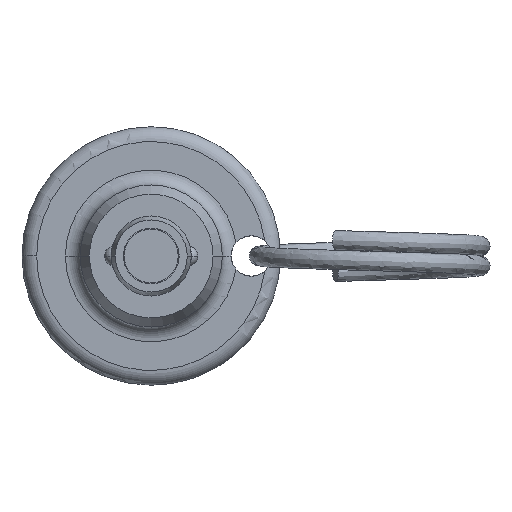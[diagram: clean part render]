
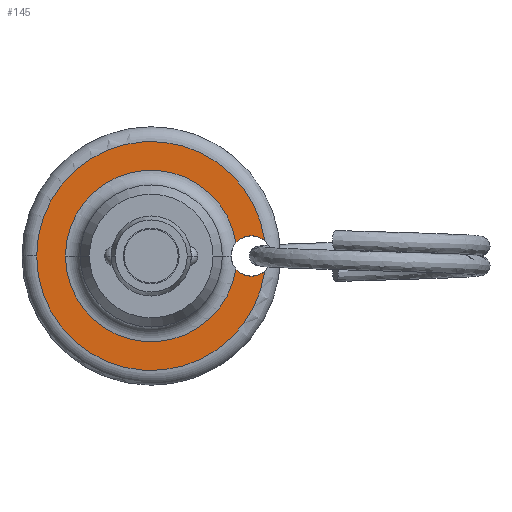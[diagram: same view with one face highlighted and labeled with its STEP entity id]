
A CAD part, left-side view. The second image highlights one B-rep face of the part: STEP entity #145.
In plain terms, the highlighted planar face has unit normal (-1, 0, 0).
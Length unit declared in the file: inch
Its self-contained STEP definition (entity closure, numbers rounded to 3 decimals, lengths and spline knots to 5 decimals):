
#145 = ADVANCED_FACE ( 'NONE', ( #763 ), #762, .T. ) ;
#146 = ORIENTED_EDGE ( 'NONE', *, *, #147, .F. ) ;
#147 = EDGE_CURVE ( 'NONE', #1890, #148, #756, .T. ) ;
#148 = VERTEX_POINT ( 'NONE', #752 ) ;
#149 = ORIENTED_EDGE ( 'NONE', *, *, #1901, .T. ) ;
#150 = ORIENTED_EDGE ( 'NONE', *, *, #151, .T. ) ;
#151 = EDGE_CURVE ( 'NONE', #1911, #1997, #750, .T. ) ;
#152 = ORIENTED_EDGE ( 'NONE', *, *, #1847, .F. ) ;
#153 = ORIENTED_EDGE ( 'NONE', *, *, #1905, .T. ) ;
#154 = ORIENTED_EDGE ( 'NONE', *, *, #207, .T. ) ;
#166 = EDGE_LOOP ( 'NONE', ( #146, #149, #150, #152, #153, #154 ) ) ;
#207 = EDGE_CURVE ( 'NONE', #1900, #148, #870, .T. ) ;
#746 = DIRECTION ( 'NONE',  ( 0., -1., 0. ) ) ;
#747 = DIRECTION ( 'NONE',  ( -1., 0., 0. ) ) ;
#748 = CARTESIAN_POINT ( 'NONE',  ( 0.6175, 0., 0. ) ) ;
#749 = AXIS2_PLACEMENT_3D ( 'NONE', #748, #747, #746 ) ;
#750 = CIRCLE ( 'NONE', #749, 0.35444 ) ;
#752 = CARTESIAN_POINT ( 'NONE',  ( 0.6175, -0.26244, 0.04055 ) ) ;
#753 = DIRECTION ( 'NONE',  ( 0., -1., 0. ) ) ;
#754 = DIRECTION ( 'NONE',  ( -1., 0., 0. ) ) ;
#755 = AXIS2_PLACEMENT_3D ( 'NONE', #760, #754, #753 ) ;
#756 = CIRCLE ( 'NONE', #755, 0.0625 ) ;
#757 = DIRECTION ( 'NONE',  ( 0., -1., 0. ) ) ;
#758 = DIRECTION ( 'NONE',  ( -1., 0., 0. ) ) ;
#759 = CARTESIAN_POINT ( 'NONE',  ( 0.6175, 0.22, 0. ) ) ;
#760 = CARTESIAN_POINT ( 'NONE',  ( 0.6175, -0.31, 0. ) ) ;
#761 = AXIS2_PLACEMENT_3D ( 'NONE', #759, #758, #757 ) ;
#762 = PLANE ( 'NONE',  #761 ) ;
#763 = FACE_OUTER_BOUND ( 'NONE', #166, .T. ) ;
#861 = DIRECTION ( 'NONE',  ( 0., -1., 0. ) ) ;
#862 = DIRECTION ( 'NONE',  ( 1., 0., 0. ) ) ;
#863 = CARTESIAN_POINT ( 'NONE',  ( 0.6175, 0., 0. ) ) ;
#864 = AXIS2_PLACEMENT_3D ( 'NONE', #863, #862, #861 ) ;
#870 = CIRCLE ( 'NONE', #864, 0.26556 ) ;
#1115 = DIRECTION ( 'NONE',  ( 0., -1., 0. ) ) ;
#1116 = DIRECTION ( 'NONE',  ( -1., 0., 0. ) ) ;
#1117 = CARTESIAN_POINT ( 'NONE',  ( 0.6175, -0.31, 0. ) ) ;
#1118 = AXIS2_PLACEMENT_3D ( 'NONE', #1117, #1116, #1115 ) ;
#1119 = CIRCLE ( 'NONE', #1118, 0.0625 ) ;
#1126 = CARTESIAN_POINT ( 'NONE',  ( 0.6175, -0.26244, -0.04055 ) ) ;
#1267 = DIRECTION ( 'NONE',  ( 0., -1., 0. ) ) ;
#1268 = DIRECTION ( 'NONE',  ( -1., 0., 0. ) ) ;
#1269 = CARTESIAN_POINT ( 'NONE',  ( 0.6175, 0., 0. ) ) ;
#1270 = AXIS2_PLACEMENT_3D ( 'NONE', #1269, #1268, #1267 ) ;
#1271 = CIRCLE ( 'NONE', #1270, 0.35444 ) ;
#1280 = CARTESIAN_POINT ( 'NONE',  ( 0.6175, 0.26556, 0. ) ) ;
#1293 = CARTESIAN_POINT ( 'NONE',  ( 0.6175, -0.35133, 0.04688 ) ) ;
#1302 = CARTESIAN_POINT ( 'NONE',  ( 0.6175, 0.35444, 0. ) ) ;
#1316 = DIRECTION ( 'NONE',  ( 0., -1., 0. ) ) ;
#1317 = DIRECTION ( 'NONE',  ( 1., 0., 0. ) ) ;
#1318 = CARTESIAN_POINT ( 'NONE',  ( 0.6175, 0., 0. ) ) ;
#1319 = AXIS2_PLACEMENT_3D ( 'NONE', #1318, #1317, #1316 ) ;
#1320 = CIRCLE ( 'NONE', #1319, 0.26556 ) ;
#1488 = CARTESIAN_POINT ( 'NONE',  ( 0.6175, -0.35133, -0.04688 ) ) ;
#1844 = VERTEX_POINT ( 'NONE', #1126 ) ;
#1847 = EDGE_CURVE ( 'NONE', #1844, #1997, #1119, .T. ) ;
#1890 = VERTEX_POINT ( 'NONE', #1293 ) ;
#1900 = VERTEX_POINT ( 'NONE', #1280 ) ;
#1901 = EDGE_CURVE ( 'NONE', #1890, #1911, #1271, .T. ) ;
#1905 = EDGE_CURVE ( 'NONE', #1844, #1900, #1320, .T. ) ;
#1911 = VERTEX_POINT ( 'NONE', #1302 ) ;
#1997 = VERTEX_POINT ( 'NONE', #1488 ) ;
